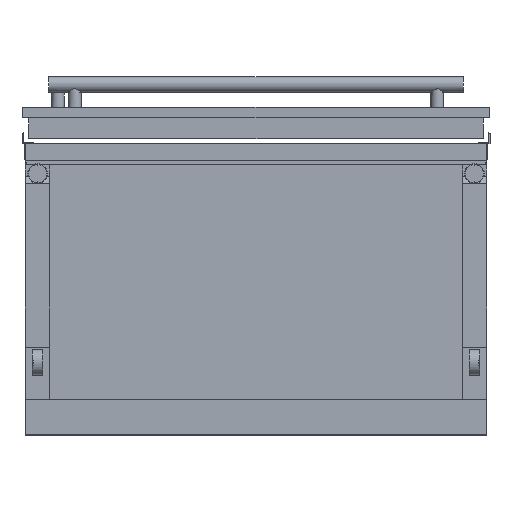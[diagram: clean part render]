
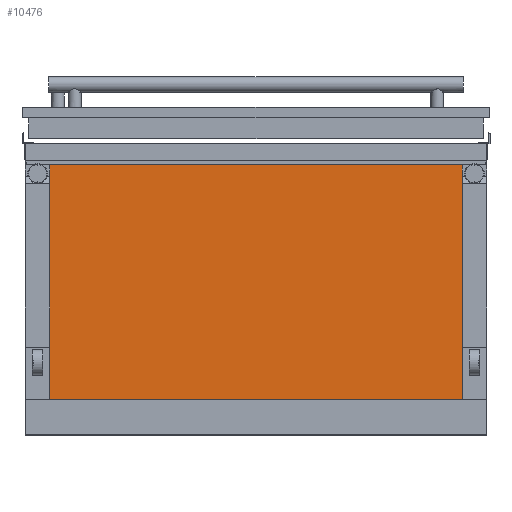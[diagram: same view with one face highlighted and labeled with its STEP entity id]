
A CAD part, front view. The second image highlights one B-rep face of the part: STEP entity #10476.
In plain terms, the highlighted planar face has unit normal (0, -1, 0).
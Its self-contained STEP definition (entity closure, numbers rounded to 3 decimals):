
#63 = VECTOR ( 'NONE', #12076, 1000. ) ;
#315 = CARTESIAN_POINT ( 'NONE',  ( 396., -990.85, -210.4 ) ) ;
#819 = FACE_OUTER_BOUND ( 'NONE', #3700, .T. ) ;
#828 = LINE ( 'NONE', #1701, #9533 ) ;
#1145 = LINE ( 'NONE', #1861, #3873 ) ;
#1480 = AXIS2_PLACEMENT_3D ( 'NONE', #4596, #2213, #5697 ) ;
#1701 = CARTESIAN_POINT ( 'NONE',  ( -396., -990.85, -280. ) ) ;
#1861 = CARTESIAN_POINT ( 'NONE',  ( -396., -990.85, 240. ) ) ;
#2163 = CARTESIAN_POINT ( 'NONE',  ( -396., -990.85, -210.4 ) ) ;
#2213 = DIRECTION ( 'NONE',  ( 0., 1., 0. ) ) ;
#2716 = DIRECTION ( 'NONE',  ( 0., 0., 1. ) ) ;
#3272 = VERTEX_POINT ( 'NONE', #4342 ) ;
#3413 = PLANE ( 'NONE',  #1480 ) ;
#3700 = EDGE_LOOP ( 'NONE', ( #4360, #10443, #10580, #8567 ) ) ;
#3873 = VECTOR ( 'NONE', #9499, 1000. ) ;
#4342 = CARTESIAN_POINT ( 'NONE',  ( 396., -990.85, 240. ) ) ;
#4360 = ORIENTED_EDGE ( 'NONE', *, *, #8400, .T. ) ;
#4596 = CARTESIAN_POINT ( 'NONE',  ( -396., -990.85, -280. ) ) ;
#4639 = EDGE_CURVE ( 'NONE', #3272, #10568, #1145, .T. ) ;
#5697 = DIRECTION ( 'NONE',  ( 0., 0., 1. ) ) ;
#5819 = VERTEX_POINT ( 'NONE', #315 ) ;
#6530 = LINE ( 'NONE', #11802, #63 ) ;
#7299 = DIRECTION ( 'NONE',  ( -1., 0., 0. ) ) ;
#7565 = CARTESIAN_POINT ( 'NONE',  ( -443., -990.85, -210.4 ) ) ;
#7944 = CARTESIAN_POINT ( 'NONE',  ( -396., -990.85, 240. ) ) ;
#8400 = EDGE_CURVE ( 'NONE', #5819, #3272, #6530, .T. ) ;
#8567 = ORIENTED_EDGE ( 'NONE', *, *, #12250, .F. ) ;
#9154 = VECTOR ( 'NONE', #7299, 1000. ) ;
#9330 = LINE ( 'NONE', #7565, #9154 ) ;
#9499 = DIRECTION ( 'NONE',  ( -1., 0., 0. ) ) ;
#9533 = VECTOR ( 'NONE', #2716, 1000. ) ;
#10264 = EDGE_CURVE ( 'NONE', #12095, #10568, #828, .T. ) ;
#10443 = ORIENTED_EDGE ( 'NONE', *, *, #4639, .T. ) ;
#10476 = ADVANCED_FACE ( 'NONE', ( #819 ), #3413, .F. ) ;
#10568 = VERTEX_POINT ( 'NONE', #7944 ) ;
#10580 = ORIENTED_EDGE ( 'NONE', *, *, #10264, .F. ) ;
#11802 = CARTESIAN_POINT ( 'NONE',  ( 396., -990.85, -280. ) ) ;
#12076 = DIRECTION ( 'NONE',  ( 0., 0., 1. ) ) ;
#12095 = VERTEX_POINT ( 'NONE', #2163 ) ;
#12250 = EDGE_CURVE ( 'NONE', #5819, #12095, #9330, .T. ) ;
